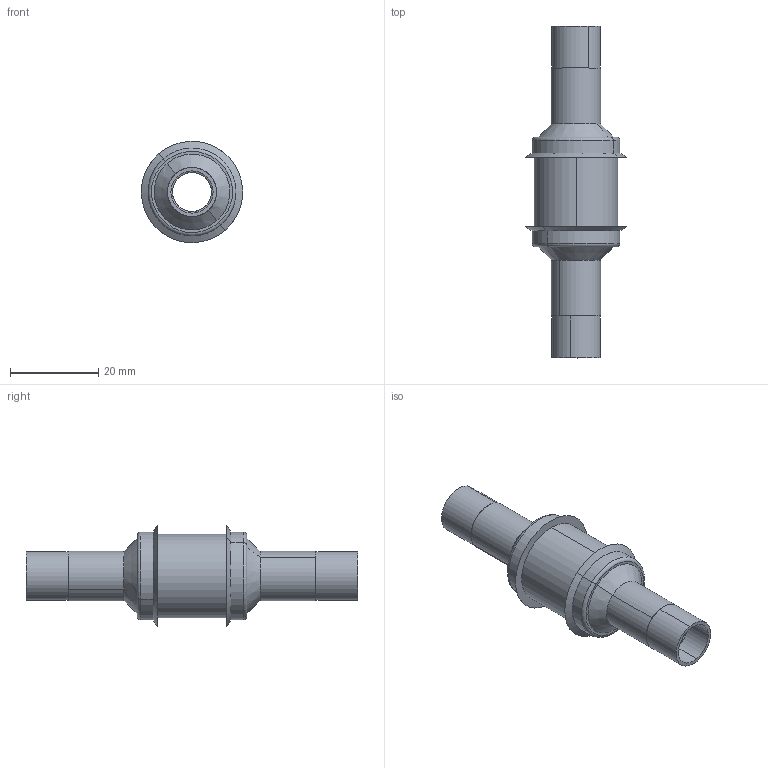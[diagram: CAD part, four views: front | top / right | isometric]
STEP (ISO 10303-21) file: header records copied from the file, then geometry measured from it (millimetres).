
FILE_DESCRIPTION (( 'STEP AP203' ), '1' );
FILE_NAME ('A0573-2-W.STEP', '2019-10-07T12:43:01', ( '' ), ( '' ), 'SwSTEP 2.0', 'SolidWorks 2019', '' );
FILE_SCHEMA (( 'CONFIG_CONTROL_DESIGN' ));
Length unit declared in the file: inch
Products named in the file (1): A0573-2-W
Bounding box: 22.98 x 75.29 x 22.98 mm (x, y, z)
Volume: 6538.4 mm3; surface area: 6888 mm2
Topology: 1 solids, 1 shells, 64 faces, 128 edges, 76 vertices
Faces by surface type: cylinder 32, cone 16, plane 12, torus 4
Entity records: 1751 total; most frequent: DIRECTION 338, CARTESIAN_POINT 269, ORIENTED_EDGE 256, AXIS2_PLACEMENT_3D 145, EDGE_CURVE 128, CIRCLE 80, VERTEX_POINT 76, EDGE_LOOP 76
